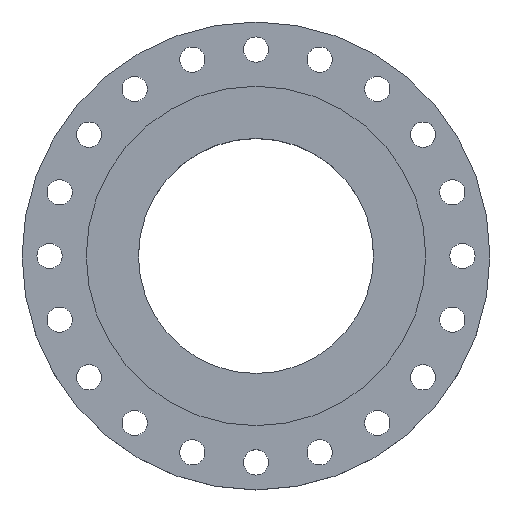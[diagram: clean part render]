
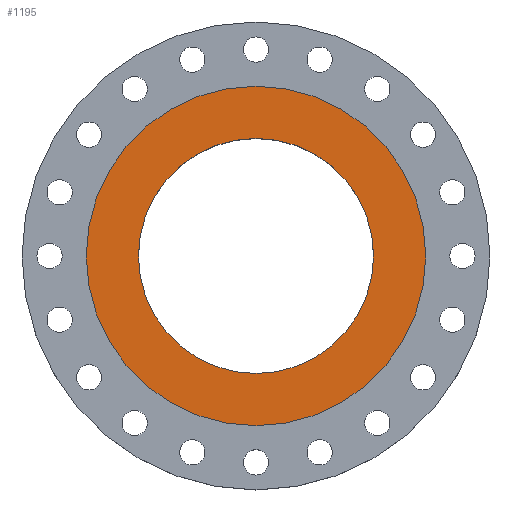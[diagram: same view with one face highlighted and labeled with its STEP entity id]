
A CAD part, top view. The second image highlights one B-rep face of the part: STEP entity #1195.
In plain terms, the highlighted planar face has unit normal (0, 0, 1).
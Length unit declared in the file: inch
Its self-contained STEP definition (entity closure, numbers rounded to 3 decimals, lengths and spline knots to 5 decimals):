
#4 = CARTESIAN_POINT ( 'NONE',  ( 0., 0., 0. ) ) ;
#58 = DIRECTION ( 'NONE',  ( 1., 0., 0. ) ) ;
#61 = CIRCLE ( 'NONE', #1118, 9.25 ) ;
#118 = DIRECTION ( 'NONE',  ( 1., 0., 0. ) ) ;
#154 = CARTESIAN_POINT ( 'NONE',  ( 0., 0., 0. ) ) ;
#169 = CIRCLE ( 'NONE', #1353, 6.40625 ) ;
#295 = EDGE_CURVE ( 'NONE', #625, #440, #169, .T. ) ;
#323 = PLANE ( 'NONE',  #1919 ) ;
#357 = ORIENTED_EDGE ( 'NONE', *, *, #1311, .T. ) ;
#438 = CARTESIAN_POINT ( 'NONE',  ( 0., 6.40625, 0. ) ) ;
#440 = VERTEX_POINT ( 'NONE', #1876 ) ;
#497 = CARTESIAN_POINT ( 'NONE',  ( 9.25, 0., 0. ) ) ;
#547 = CARTESIAN_POINT ( 'NONE',  ( 0., 0., 0. ) ) ;
#625 = VERTEX_POINT ( 'NONE', #1716 ) ;
#634 = CIRCLE ( 'NONE', #1553, 9.25 ) ;
#751 = CARTESIAN_POINT ( 'NONE',  ( 0., 0., 0. ) ) ;
#786 = DIRECTION ( 'NONE',  ( 0., 0., 1. ) ) ;
#795 = DIRECTION ( 'NONE',  ( -1., 0., 0. ) ) ;
#937 = EDGE_CURVE ( 'NONE', #440, #625, #2047, .T. ) ;
#1014 = VERTEX_POINT ( 'NONE', #1860 ) ;
#1083 = DIRECTION ( 'NONE',  ( 0., 0., -1. ) ) ;
#1118 = AXIS2_PLACEMENT_3D ( 'NONE', #154, #786, #1439 ) ;
#1166 = ORIENTED_EDGE ( 'NONE', *, *, #937, .F. ) ;
#1195 = ADVANCED_FACE ( 'NONE', ( #1920, #1772 ), #323, .F. ) ;
#1203 = DIRECTION ( 'NONE',  ( 0., 0., 1. ) ) ;
#1311 = EDGE_CURVE ( 'NONE', #1967, #1014, #634, .T. ) ;
#1350 = EDGE_CURVE ( 'NONE', #1014, #1967, #61, .T. ) ;
#1353 = AXIS2_PLACEMENT_3D ( 'NONE', #751, #1732, #1717 ) ;
#1439 = DIRECTION ( 'NONE',  ( 1., 0., 0. ) ) ;
#1553 = AXIS2_PLACEMENT_3D ( 'NONE', #4, #1574, #118 ) ;
#1574 = DIRECTION ( 'NONE',  ( 0., 0., 1. ) ) ;
#1657 = ORIENTED_EDGE ( 'NONE', *, *, #1350, .T. ) ;
#1712 = ORIENTED_EDGE ( 'NONE', *, *, #295, .F. ) ;
#1716 = CARTESIAN_POINT ( 'NONE',  ( 6.40625, 0., 0. ) ) ;
#1717 = DIRECTION ( 'NONE',  ( 1., 0., 0. ) ) ;
#1732 = DIRECTION ( 'NONE',  ( 0., 0., 1. ) ) ;
#1735 = EDGE_LOOP ( 'NONE', ( #357, #1657 ) ) ;
#1772 = FACE_OUTER_BOUND ( 'NONE', #1735, .T. ) ;
#1860 = CARTESIAN_POINT ( 'NONE',  ( -9.25, 0., 0. ) ) ;
#1876 = CARTESIAN_POINT ( 'NONE',  ( -6.40625, 0., 0. ) ) ;
#1885 = AXIS2_PLACEMENT_3D ( 'NONE', #547, #1203, #58 ) ;
#1919 = AXIS2_PLACEMENT_3D ( 'NONE', #438, #1083, #795 ) ;
#1920 = FACE_BOUND ( 'NONE', #1997, .T. ) ;
#1967 = VERTEX_POINT ( 'NONE', #497 ) ;
#1997 = EDGE_LOOP ( 'NONE', ( #1712, #1166 ) ) ;
#2047 = CIRCLE ( 'NONE', #1885, 6.40625 ) ;
